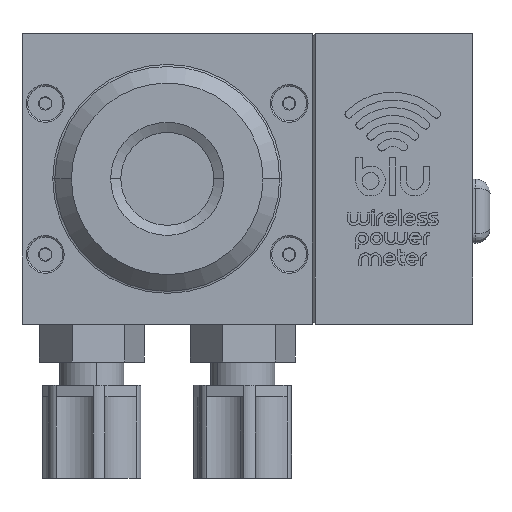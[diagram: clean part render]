
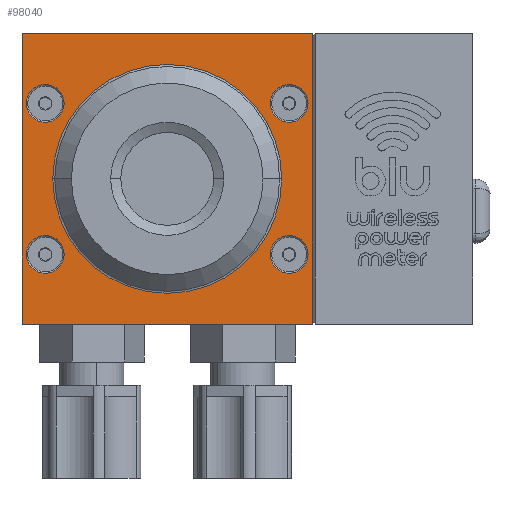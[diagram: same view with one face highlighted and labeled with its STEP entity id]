
A CAD part, top view. The second image highlights one B-rep face of the part: STEP entity #98040.
In plain terms, the highlighted planar face has unit normal (0, 0, 1).
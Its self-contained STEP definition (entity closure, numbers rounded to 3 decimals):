
#2066 = CIRCLE ( 'NONE', #24330, 19.707 ) ;
#2568 = VERTEX_POINT ( 'NONE', #24339 ) ;
#2727 = DIRECTION ( 'NONE',  ( 1., 0., 0. ) ) ;
#9188 = ORIENTED_EDGE ( 'NONE', *, *, #19924, .F. ) ;
#9295 = ORIENTED_EDGE ( 'NONE', *, *, #69510, .T. ) ;
#10794 = CIRCLE ( 'NONE', #43802, 3.25 ) ;
#11159 = VERTEX_POINT ( 'NONE', #111240 ) ;
#13951 = DIRECTION ( 'NONE',  ( 0., 1., 0. ) ) ;
#15309 = VERTEX_POINT ( 'NONE', #72364 ) ;
#17645 = DIRECTION ( 'NONE',  ( 1., 0., 0. ) ) ;
#18094 = EDGE_LOOP ( 'NONE', ( #202439, #9188 ) ) ;
#19567 = CARTESIAN_POINT ( 'NONE',  ( -29.516, 60.628, 29.67 ) ) ;
#19924 = EDGE_CURVE ( 'NONE', #150784, #171815, #182657, .T. ) ;
#20161 = ORIENTED_EDGE ( 'NONE', *, *, #163982, .T. ) ;
#21230 = DIRECTION ( 'NONE',  ( 0., 0., 1. ) ) ;
#24330 = AXIS2_PLACEMENT_3D ( 'NONE', #93041, #144416, #208654 ) ;
#24339 = CARTESIAN_POINT ( 'NONE',  ( -34.809, 35.628, 29.67 ) ) ;
#25292 = EDGE_CURVE ( 'NONE', #15309, #103619, #164958, .T. ) ;
#26169 = CIRCLE ( 'NONE', #120978, 3.25 ) ;
#26375 = CIRCLE ( 'NONE', #70657, 3.25 ) ;
#29280 = CIRCLE ( 'NONE', #97074, 19.707 ) ;
#30392 = CARTESIAN_POINT ( 'NONE',  ( -75.516, 22.628, 29.67 ) ) ;
#30880 = AXIS2_PLACEMENT_3D ( 'NONE', #84065, #100645, #17645 ) ;
#32171 = DIRECTION ( 'NONE',  ( 1., 0., 0. ) ) ;
#32248 = VECTOR ( 'NONE', #207338, 1000. ) ;
#32715 = VERTEX_POINT ( 'NONE', #96544 ) ;
#33158 = CARTESIAN_POINT ( 'NONE',  ( -36.766, 48.628, 29.67 ) ) ;
#35038 = ORIENTED_EDGE ( 'NONE', *, *, #74880, .T. ) ;
#36258 = VERTEX_POINT ( 'NONE', #130924 ) ;
#38542 = FACE_BOUND ( 'NONE', #123279, .T. ) ;
#40876 = CARTESIAN_POINT ( 'NONE',  ( -79.516, 60.628, 29.67 ) ) ;
#42280 = ORIENTED_EDGE ( 'NONE', *, *, #97754, .F. ) ;
#42720 = CARTESIAN_POINT ( 'NONE',  ( -79.516, 10.628, 29.67 ) ) ;
#43020 = LINE ( 'NONE', #40876, #200876 ) ;
#43802 = AXIS2_PLACEMENT_3D ( 'NONE', #103440, #21230, #136836 ) ;
#43958 = DIRECTION ( 'NONE',  ( 1., 0., 0. ) ) ;
#44301 = AXIS2_PLACEMENT_3D ( 'NONE', #157451, #189945, #43958 ) ;
#56284 = CARTESIAN_POINT ( 'NONE',  ( -78.766, 48.628, 29.67 ) ) ;
#58859 = DIRECTION ( 'NONE',  ( 0., -1., 0. ) ) ;
#60586 = AXIS2_PLACEMENT_3D ( 'NONE', #77002, #176065, #177485 ) ;
#63394 = CARTESIAN_POINT ( 'NONE',  ( -75.516, 48.628, 29.67 ) ) ;
#64382 = AXIS2_PLACEMENT_3D ( 'NONE', #30392, #166416, #183026 ) ;
#67169 = DIRECTION ( 'NONE',  ( 1., 0., 0. ) ) ;
#67883 = DIRECTION ( 'NONE',  ( 1., 0., 0. ) ) ;
#69510 = EDGE_CURVE ( 'NONE', #161525, #165350, #132990, .T. ) ;
#69582 = FACE_BOUND ( 'NONE', #18094, .T. ) ;
#70657 = AXIS2_PLACEMENT_3D ( 'NONE', #63394, #163860, #179009 ) ;
#70706 = PLANE ( 'NONE',  #44301 ) ;
#72158 = DIRECTION ( 'NONE',  ( -1., 0., 0. ) ) ;
#72262 = FACE_BOUND ( 'NONE', #95508, .T. ) ;
#72364 = CARTESIAN_POINT ( 'NONE',  ( -78.766, 22.628, 29.67 ) ) ;
#74880 = EDGE_CURVE ( 'NONE', #36258, #2568, #29280, .T. ) ;
#76112 = VERTEX_POINT ( 'NONE', #78800 ) ;
#77002 = CARTESIAN_POINT ( 'NONE',  ( -75.516, 48.628, 29.67 ) ) ;
#77059 = EDGE_CURVE ( 'NONE', #76112, #80108, #172033, .T. ) ;
#78800 = CARTESIAN_POINT ( 'NONE',  ( -30.266, 22.628, 29.67 ) ) ;
#80108 = VERTEX_POINT ( 'NONE', #129553 ) ;
#82642 = CARTESIAN_POINT ( 'NONE',  ( -54.516, 35.628, 29.67 ) ) ;
#83403 = AXIS2_PLACEMENT_3D ( 'NONE', #83773, #166932, #67883 ) ;
#83773 = CARTESIAN_POINT ( 'NONE',  ( -33.516, 22.628, 29.67 ) ) ;
#84065 = CARTESIAN_POINT ( 'NONE',  ( -75.516, 22.628, 29.67 ) ) ;
#84342 = EDGE_CURVE ( 'NONE', #165350, #129627, #96049, .T. ) ;
#84479 = CARTESIAN_POINT ( 'NONE',  ( -33.516, 22.628, 29.67 ) ) ;
#84583 = LINE ( 'NONE', #19567, #100107 ) ;
#93041 = CARTESIAN_POINT ( 'NONE',  ( -54.516, 35.628, 29.67 ) ) ;
#93299 = CARTESIAN_POINT ( 'NONE',  ( -72.266, 48.628, 29.67 ) ) ;
#95508 = EDGE_LOOP ( 'NONE', ( #20161, #35038 ) ) ;
#95704 = DIRECTION ( 'NONE',  ( 0., 0., -1. ) ) ;
#96049 = LINE ( 'NONE', #195945, #176129 ) ;
#96544 = CARTESIAN_POINT ( 'NONE',  ( -79.516, 60.628, 29.67 ) ) ;
#97074 = AXIS2_PLACEMENT_3D ( 'NONE', #82642, #95704, #32171 ) ;
#97754 = EDGE_CURVE ( 'NONE', #80108, #76112, #113727, .T. ) ;
#98040 = ADVANCED_FACE ( 'NONE', ( #72262, #204108, #170414, #38542, #126435, #69582 ), #70706, .T. ) ;
#100107 = VECTOR ( 'NONE', #72158, 1000. ) ;
#100645 = DIRECTION ( 'NONE',  ( 0., 0., 1. ) ) ;
#101630 = EDGE_LOOP ( 'NONE', ( #191214, #174448 ) ) ;
#101645 = DIRECTION ( 'NONE',  ( 0., 0., 1. ) ) ;
#103038 = CARTESIAN_POINT ( 'NONE',  ( -29.516, 10.628, 29.67 ) ) ;
#103440 = CARTESIAN_POINT ( 'NONE',  ( -33.516, 48.628, 29.67 ) ) ;
#103619 = VERTEX_POINT ( 'NONE', #169705 ) ;
#103761 = EDGE_LOOP ( 'NONE', ( #198190, #114217 ) ) ;
#111174 = ORIENTED_EDGE ( 'NONE', *, *, #77059, .F. ) ;
#111240 = CARTESIAN_POINT ( 'NONE',  ( -30.266, 48.628, 29.67 ) ) ;
#111750 = VERTEX_POINT ( 'NONE', #33158 ) ;
#113404 = CARTESIAN_POINT ( 'NONE',  ( -29.516, 60.628, 29.67 ) ) ;
#113727 = CIRCLE ( 'NONE', #127172, 3.25 ) ;
#114217 = ORIENTED_EDGE ( 'NONE', *, *, #180749, .F. ) ;
#117872 = EDGE_CURVE ( 'NONE', #129627, #32715, #84583, .T. ) ;
#120549 = EDGE_LOOP ( 'NONE', ( #161186, #153688, #9295, #125775 ) ) ;
#120978 = AXIS2_PLACEMENT_3D ( 'NONE', #200636, #101645, #2727 ) ;
#123279 = EDGE_LOOP ( 'NONE', ( #111174, #42280 ) ) ;
#125775 = ORIENTED_EDGE ( 'NONE', *, *, #84342, .T. ) ;
#126435 = FACE_BOUND ( 'NONE', #103761, .T. ) ;
#127172 = AXIS2_PLACEMENT_3D ( 'NONE', #84479, #169064, #67169 ) ;
#129553 = CARTESIAN_POINT ( 'NONE',  ( -36.766, 22.628, 29.67 ) ) ;
#129627 = VERTEX_POINT ( 'NONE', #113404 ) ;
#130924 = CARTESIAN_POINT ( 'NONE',  ( -74.223, 35.628, 29.67 ) ) ;
#132990 = LINE ( 'NONE', #42720, #32248 ) ;
#136836 = DIRECTION ( 'NONE',  ( 1., 0., 0. ) ) ;
#141799 = EDGE_CURVE ( 'NONE', #103619, #15309, #154479, .T. ) ;
#144416 = DIRECTION ( 'NONE',  ( 0., 0., -1. ) ) ;
#148418 = EDGE_CURVE ( 'NONE', #171815, #150784, #26375, .T. ) ;
#150784 = VERTEX_POINT ( 'NONE', #56284 ) ;
#153326 = CARTESIAN_POINT ( 'NONE',  ( -79.516, 10.628, 29.67 ) ) ;
#153688 = ORIENTED_EDGE ( 'NONE', *, *, #214381, .T. ) ;
#154479 = CIRCLE ( 'NONE', #30880, 3.25 ) ;
#157451 = CARTESIAN_POINT ( 'NONE',  ( -79.516, 60.628, 29.67 ) ) ;
#161186 = ORIENTED_EDGE ( 'NONE', *, *, #117872, .T. ) ;
#161525 = VERTEX_POINT ( 'NONE', #153326 ) ;
#163860 = DIRECTION ( 'NONE',  ( 0., 0., 1. ) ) ;
#163982 = EDGE_CURVE ( 'NONE', #2568, #36258, #2066, .T. ) ;
#164958 = CIRCLE ( 'NONE', #64382, 3.25 ) ;
#165350 = VERTEX_POINT ( 'NONE', #103038 ) ;
#166416 = DIRECTION ( 'NONE',  ( 0., 0., 1. ) ) ;
#166932 = DIRECTION ( 'NONE',  ( 0., 0., 1. ) ) ;
#169064 = DIRECTION ( 'NONE',  ( 0., 0., 1. ) ) ;
#169705 = CARTESIAN_POINT ( 'NONE',  ( -72.266, 22.628, 29.67 ) ) ;
#170414 = FACE_BOUND ( 'NONE', #101630, .T. ) ;
#171815 = VERTEX_POINT ( 'NONE', #93299 ) ;
#172033 = CIRCLE ( 'NONE', #83403, 3.25 ) ;
#174448 = ORIENTED_EDGE ( 'NONE', *, *, #25292, .F. ) ;
#176065 = DIRECTION ( 'NONE',  ( 0., 0., 1. ) ) ;
#176129 = VECTOR ( 'NONE', #13951, 1000. ) ;
#177485 = DIRECTION ( 'NONE',  ( 1., 0., 0. ) ) ;
#179009 = DIRECTION ( 'NONE',  ( 1., 0., 0. ) ) ;
#180749 = EDGE_CURVE ( 'NONE', #111750, #11159, #10794, .T. ) ;
#182657 = CIRCLE ( 'NONE', #60586, 3.25 ) ;
#183026 = DIRECTION ( 'NONE',  ( 1., 0., 0. ) ) ;
#186681 = EDGE_CURVE ( 'NONE', #11159, #111750, #26169, .T. ) ;
#189945 = DIRECTION ( 'NONE',  ( 0., 0., 1. ) ) ;
#191214 = ORIENTED_EDGE ( 'NONE', *, *, #141799, .F. ) ;
#195945 = CARTESIAN_POINT ( 'NONE',  ( -29.516, 10.628, 29.67 ) ) ;
#198190 = ORIENTED_EDGE ( 'NONE', *, *, #186681, .F. ) ;
#200636 = CARTESIAN_POINT ( 'NONE',  ( -33.516, 48.628, 29.67 ) ) ;
#200876 = VECTOR ( 'NONE', #58859, 1000. ) ;
#202439 = ORIENTED_EDGE ( 'NONE', *, *, #148418, .F. ) ;
#204108 = FACE_OUTER_BOUND ( 'NONE', #120549, .T. ) ;
#207338 = DIRECTION ( 'NONE',  ( 1., 0., 0. ) ) ;
#208654 = DIRECTION ( 'NONE',  ( 1., 0., 0. ) ) ;
#214381 = EDGE_CURVE ( 'NONE', #32715, #161525, #43020, .T. ) ;
